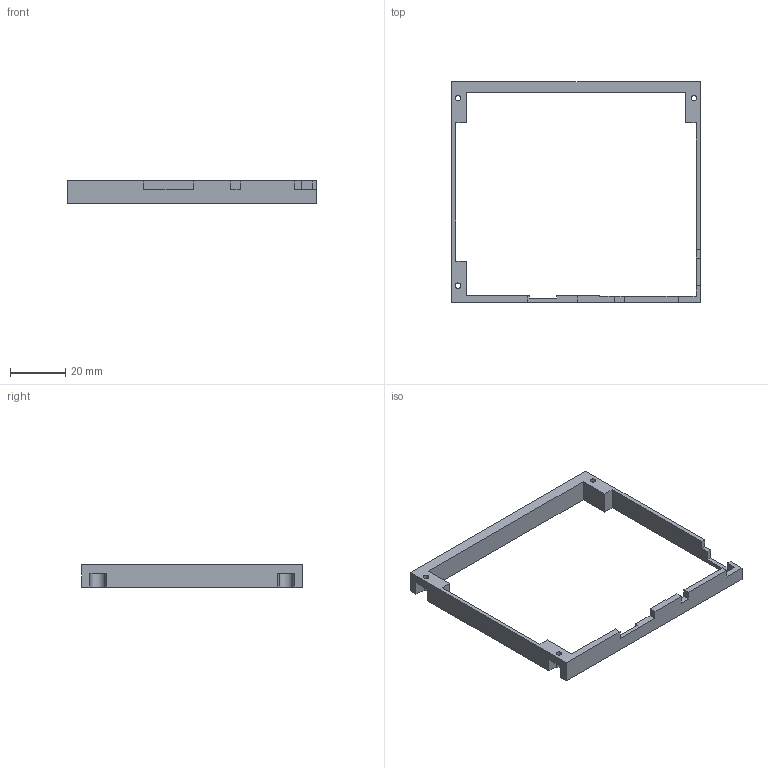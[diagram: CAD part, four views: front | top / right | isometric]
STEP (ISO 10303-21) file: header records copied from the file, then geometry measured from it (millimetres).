
FILE_DESCRIPTION (( 'STEP AP214' ), '1' );
FILE_NAME ('down-cap òåñò.STEP', '2025-09-25T11:13:59', ( '' ), ( '' ), 'SwSTEP 2.0', 'SolidWorks 2025', '' );
FILE_SCHEMA (( 'AUTOMOTIVE_DESIGN' ));
Length unit declared in the file: millimetre
Products named in the file (1): down-cap тест
Bounding box: 90 x 80 x 8 mm (x, y, z)
Volume: 6646.6 mm3; surface area: 6975.4 mm2
Topology: 1 solids, 1 shells, 56 faces, 165 edges, 110 vertices
Faces by surface type: plane 40, cylinder 16
Entity records: 1900 total; most frequent: CARTESIAN_POINT 332, ORIENTED_EDGE 330, DIRECTION 311, EDGE_CURVE 165, VECTOR 133, LINE 133, VERTEX_POINT 110, AXIS2_PLACEMENT_3D 89
